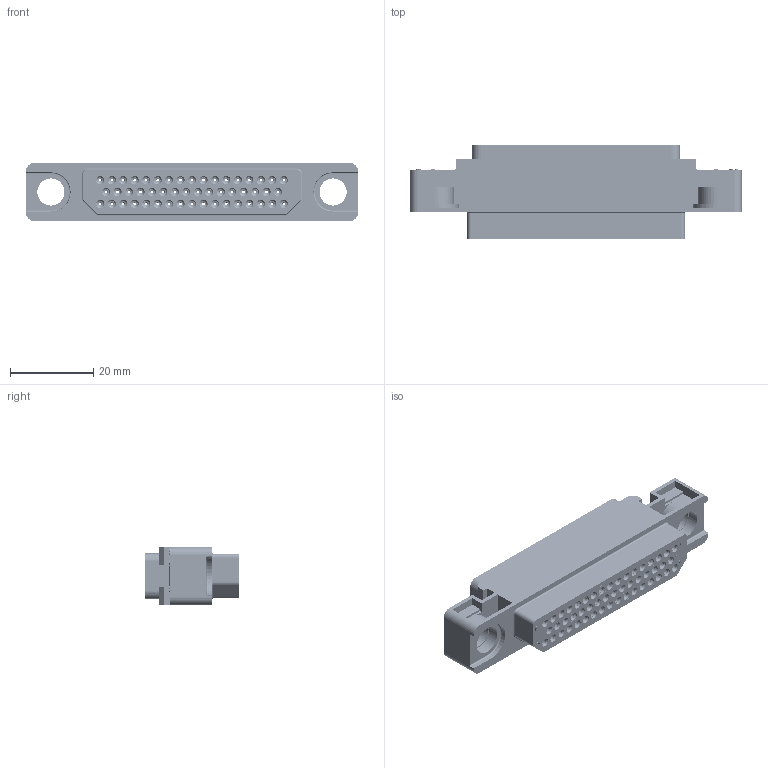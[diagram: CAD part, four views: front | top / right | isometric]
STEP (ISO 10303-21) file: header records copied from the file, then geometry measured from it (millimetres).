
FILE_DESCRIPTION((''),'2;1');
FILE_NAME('1900ND01S1X00C','2019-10-28T',('presta_be4'),(''),'CREO PARAMETRIC BY PTC INC, 2018360','CREO PARAMETRIC BY PTC INC, 2018360','');
FILE_SCHEMA(('CONFIG_CONTROL_DESIGN'));
Products named in the file (1): 1900ND01S1X00C
Bounding box: 80 x 22.82 x 14 mm (x, y, z)
Volume: 11460.1 mm3; surface area: 13821.8 mm2
Topology: 1 solids, 1 shells, 4459 faces, 10335 edges, 6198 vertices
Faces by surface type: plane 1607, torus 1112, cylinder 1106, cone 604, bspline 30
Entity records: 127170 total; most frequent: DIRECTION 23869, CARTESIAN_POINT 22149, ORIENTED_EDGE 20670, EDGE_CURVE 10335, AXIS2_PLACEMENT_3D 9165, VERTEX_POINT 6198, VECTOR 5539, LINE 5539
